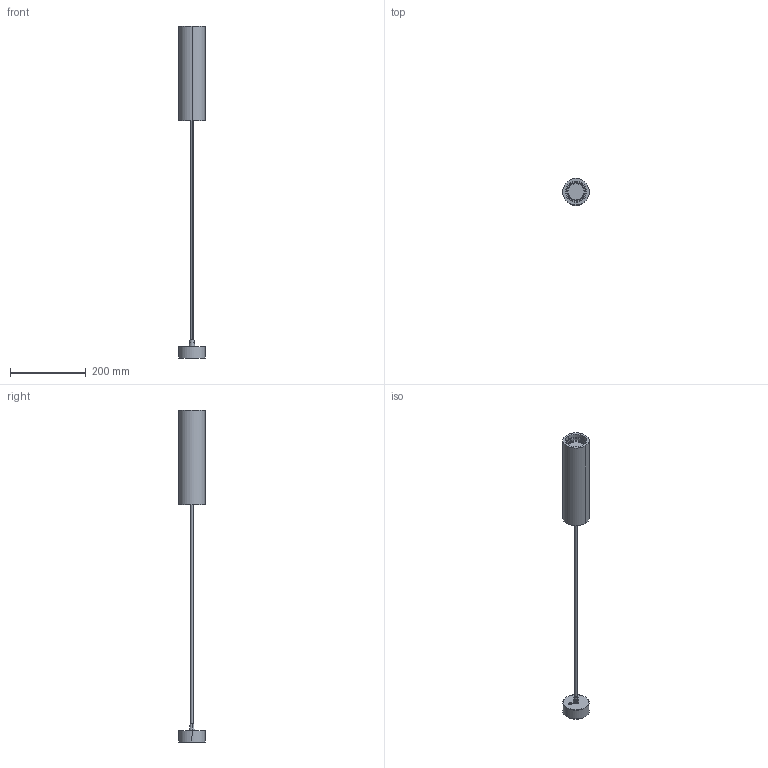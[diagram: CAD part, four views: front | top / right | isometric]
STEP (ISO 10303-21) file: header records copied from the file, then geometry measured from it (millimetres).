
FILE_DESCRIPTION((''),'2;1');
FILE_NAME('MH-2309_ASM','2021-12-18T15:53:49',('阿海'),(''),'CREO PARAMETRIC BY PTC INC, 2021284','CREO PARAMETRIC BY PTC INC, 2021284','');
FILE_SCHEMA(('CONFIG_CONTROL_DESIGN'));
Length unit declared in the file: millimetre
Products named in the file (15): 2309-01; 2308_000; _0001; 2308_00; 007_0001; _0002; 1039; 3FENYAXIANJIA; M10_JU_HUA_JIE; M10X25; M6X60001; GU10_DENG_PAO; GU10_DENG_TOU; GU10_DENG_BEI_ASM; MH-2309_ASM
Assembly tree (14 placements, depth 3):
  MH-2309_ASM
    2309-01
    2308_000
    _0001
    2308_00
    007_0001
    _0002
    1039
    3FENYAXIANJIA
    M10_JU_HUA_JIE
    M10X25
    M6X60001
    GU10_DENG_BEI_ASM
      GU10_DENG_PAO
      GU10_DENG_TOU
Bounding box: 70 x 70 x 875 mm (x, y, z)
Volume: 622009.9 mm3; surface area: 169879.9 mm2
Topology: 14 solids, 15 shells, 646 faces, 1603 edges, 1030 vertices
Faces by surface type: plane 250, cylinder 210, bspline 105, cone 59, torus 20, sphere 2
Entity records: 35054 total; most frequent: CARTESIAN_POINT 20076, ORIENTED_EDGE 3198, DIRECTION 2829, EDGE_CURVE 1599, AXIS2_PLACEMENT_3D 1106, VERTEX_POINT 1030, EDGE_LOOP 719, FACE_OUTER_BOUND 646
